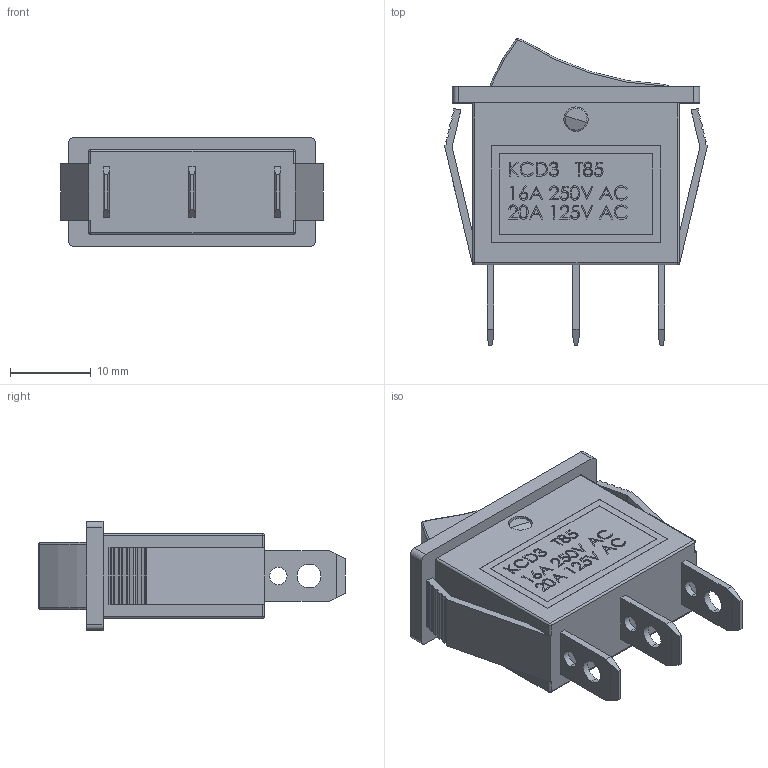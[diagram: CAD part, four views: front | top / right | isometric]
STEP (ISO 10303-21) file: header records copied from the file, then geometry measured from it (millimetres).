
FILE_DESCRIPTION (( 'STEP AP214' ), '1' );
FILE_NAME ('KCD3 - BG.STEP', '2023-04-08T17:45:46', ( '' ), ( '' ), 'SwSTEP 2.0', 'SolidWorks 2023', '' );
FILE_SCHEMA (( 'AUTOMOTIVE_DESIGN' ));
Length unit declared in the file: millimetre
Products named in the file (4): KCD3 - BG; KCD3 - T1; Baugr2^KCD3 - BG; KCD3 - T2
Assembly tree (3 placements, depth 3):
  KCD3 - BG
    Baugr2^KCD3 - BG
      KCD3 - T1
      KCD3 - T2
Bounding box: 32.5 x 37.97 x 13.5 mm (x, y, z)
Volume: 4669.7 mm3; surface area: 5438.4 mm2
Topology: 2 solids, 2 shells, 532 faces, 1407 edges, 908 vertices
Faces by surface type: plane 317, bspline 134, cylinder 53, sphere 16, torus 12
Entity records: 27092 total; most frequent: CARTESIAN_POINT 10778, ORIENTED_EDGE 2782, DIRECTION 2065, EDGE_CURVE 1391, VECTOR 987, LINE 987, VERTEX_POINT 908, EDGE_LOOP 593
